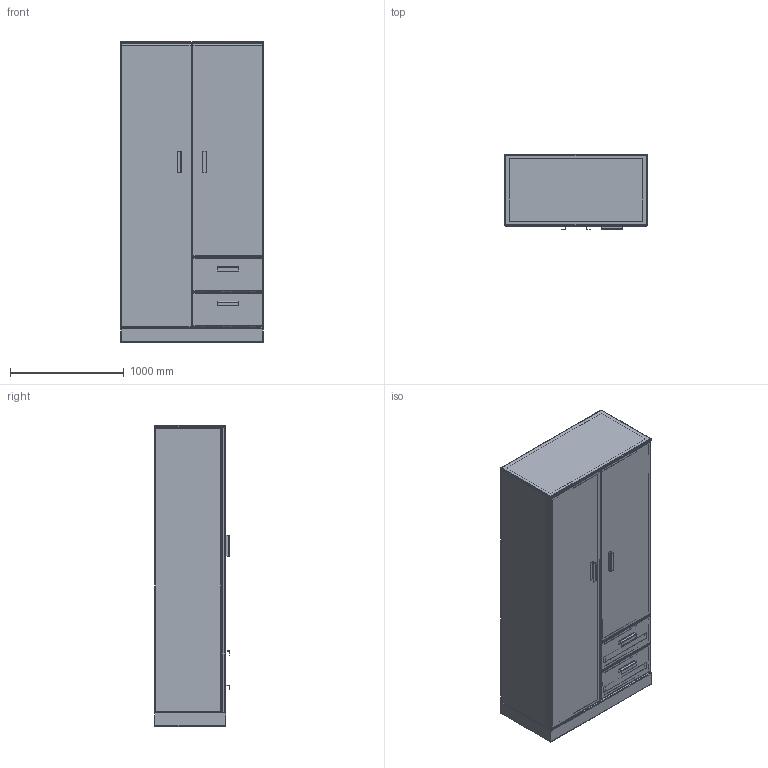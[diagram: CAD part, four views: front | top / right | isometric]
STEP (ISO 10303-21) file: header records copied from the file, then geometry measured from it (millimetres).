
FILE_DESCRIPTION(('FreeCAD Model'),'2;1');
FILE_NAME('Open CASCADE Shape Model','2025-05-09T14:28:28',('FreeCAD'),( 'FreeCAD'),'Open CASCADE STEP processor 7.6','FreeCAD','Unknown');
FILE_SCHEMA(('AUTOMOTIVE_DESIGN { 1 0 10303 214 1 1 1 1 }'));
Products named in the file (1): Open CASCADE STEP translator 7.6 1
Bounding box: 1248.87 x 657.08 x 2641.36 mm (x, y, z)
Volume: 46831722.5 mm3; surface area: 30291623.1 mm2
Topology: 17 solids, 17 shells, 1289 faces, 2823 edges, 1568 vertices
Faces by surface type: bspline 1289
Entity records: 40833 total; most frequent: CARTESIAN_POINT 23489, ORIENTED_EDGE 5646, EDGE_CURVE 2823, B_SPLINE_CURVE_WITH_KNOTS 2355, VERTEX_POINT 1568, FACE_BOUND 1337, EDGE_LOOP 1337, ADVANCED_FACE 1289
